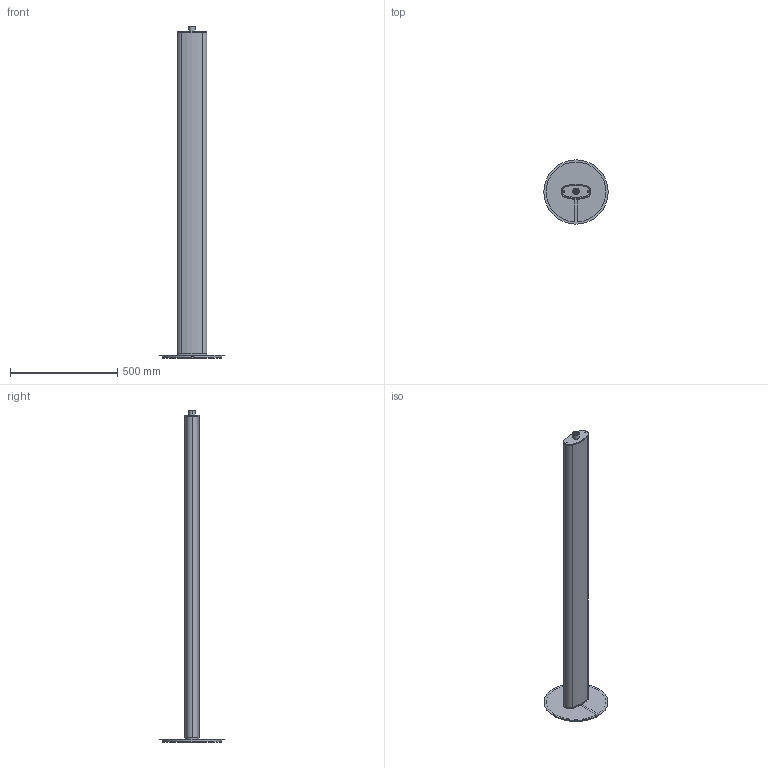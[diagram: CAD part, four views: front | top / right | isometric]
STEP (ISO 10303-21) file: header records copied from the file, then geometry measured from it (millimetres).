
FILE_DESCRIPTION (( 'STEP AP214' ), '1' );
FILE_NAME ('060FXL_000_EX_TR_TERRA.STEP', '2023-02-20T06:30:14', ( '' ), ( '' ), 'SwSTEP 2.0', 'SolidWorks 2014', '' );
FILE_SCHEMA (( 'AUTOMOTIVE_DESIGN' ));
Length unit declared in the file: millimetre
Products named in the file (83): grano EI M4x8; LED_EA_STF128_24_9.6W; 060FXL_005; Lampara_Assieme_tasto_touch; TU_VR_001; vite_tsp_TCroce_m4x6; 008TS_019; grano EI M4x4_PUNTA_CONICA; capocorda occh d 4; 060PXL_006; grano EI M3x4; 008TS_020; steab 5301-34-1; TU_VR_004; TU_VR_007; 060FXL_004; vite tc m4x8; vite tc m3x6 croce; TU_VR_002_A; 060FXL_006; vite_tsp_EI_m6x20; 060FXL_002; 060FXL_001; TU_VR_008; 060FXL_003; 060FXL_000_EX_TR_TERRA
Assembly tree (58 placements, depth 3):
  LED_EA_STF128_24_9.6W
  LED_EA_STF128_24_9.6W
  LED_EA_STF128_24_9.6W
  LED_EA_STF128_24_9.6W
  LED_EA_STF128_24_9.6W
Bounding box: 300 x 300 x 1551.09 mm (x, y, z)
Volume: 3459533.3 mm3; surface area: 1665476.3 mm2
Topology: 57 solids, 57 shells, 2032 faces, 4816 edges, 3145 vertices
Faces by surface type: plane 1616, cylinder 282, cone 92, torus 42
Entity records: 19622 total; most frequent: CARTESIAN_POINT 3696, DIRECTION 3172, ORIENTED_EDGE 2776, EDGE_CURVE 1388, AXIS2_PLACEMENT_3D 1200, VERTEX_POINT 886, VECTOR 772, LINE 772
